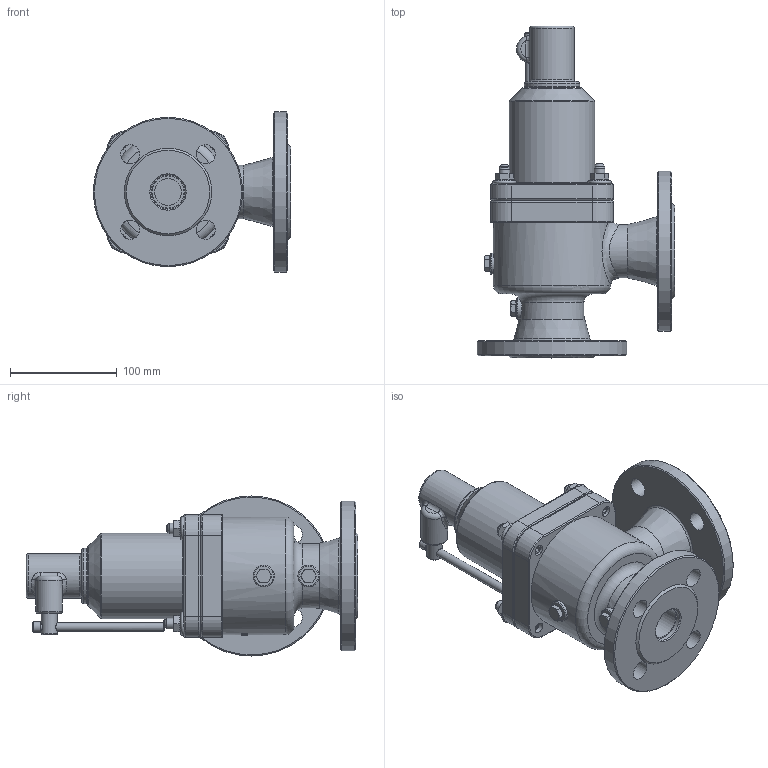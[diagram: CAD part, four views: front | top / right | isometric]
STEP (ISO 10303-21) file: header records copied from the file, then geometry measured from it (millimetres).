
FILE_DESCRIPTION(/* description */ (''),/* implementation_level */ '2;1');
FILE_NAME(/* name */ 'DN32_3D_STEP.stp',/* time_stamp */ '2024-03-15T00:50:59+03:00',/* author */ ('igorr'),/* organization */ (''),/* preprocessor_version */ 'ST-DEVELOPER v19.2',/* originating_system */ 'Autodesk Inventor 2023',/* authorisation */ '');
FILE_SCHEMA (('AUTOMOTIVE_DESIGN { 1 0 10303 214 3 1 1 }'));
Length unit declared in the file: millimetre
Products named in the file (7): Сборка; Деталь1; Деталь2; Деталь3; AS 1110 - M8 x 12; AS 1421 - M10 x 50 засверленный 
конец; DIN 6923 - M10
Assembly tree (13 placements, depth 2):
  Сборка
    Деталь1
    Деталь2
    Деталь3
    AS 1110 - M8 x 12  x2
    AS 1421 - M10 x 50 засверленный 
конец  x4
    DIN 6923 - M10  x4
Bounding box: 185 x 311 x 150 mm (x, y, z)
Volume: 1906668.4 mm3; surface area: 284258.5 mm2
Topology: 13 solids, 13 shells, 452 faces, 1062 edges, 668 vertices
Faces by surface type: plane 199, cylinder 101, cone 80, torus 38, bspline 34
Full cylindrical faces by diameter (mm): 8 x4, 8.376 x4, 10 x17, 13 x2, 15 x1, 18 x8, 20 x4, 25 x2, 30 x1, 30.045 x1, 32 x1, 35 x1, 38.39 x1, 40 x1, 41.613 x1, 45 x1, 50 x2, 52.24 x1, 55 x2, 60 x3, 80 x1, 112 x1, 140 x1, 150 x1
Entity records: 12044 total; most frequent: CARTESIAN_POINT 4177, DIRECTION 1560, ORIENTED_EDGE 1490, EDGE_CURVE 745, AXIS2_PLACEMENT_3D 649, VERTEX_POINT 476, EDGE_LOOP 391, CIRCLE 338
